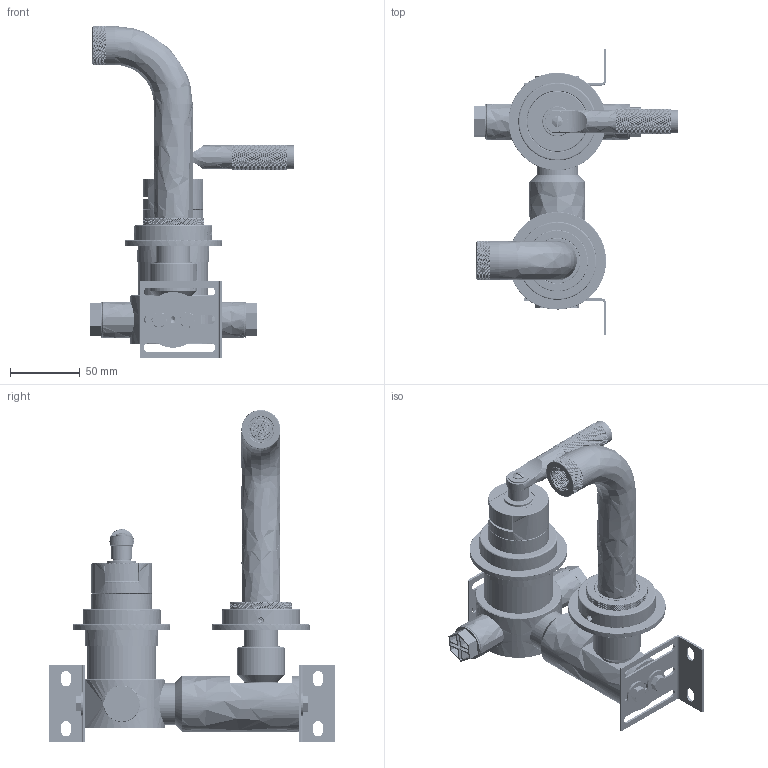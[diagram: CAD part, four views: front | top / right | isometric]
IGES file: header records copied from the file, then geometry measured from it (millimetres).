
Global section: file name: V7KA20-NP-LK; native system: Autodesk Inventor 2018; preprocessor: unknown; author: aduggalther; date: 20181127.125140; units: millimetre
Bounding box: 147.1 x 205 x 238.4 mm (x, y, z)
Volume: 470293 mm3; surface area: 234932.8 mm2
Topology: 56 solids, 56 shells, 14423 faces, 31391 edges, 17212 vertices
Faces by surface type: bspline 14423
